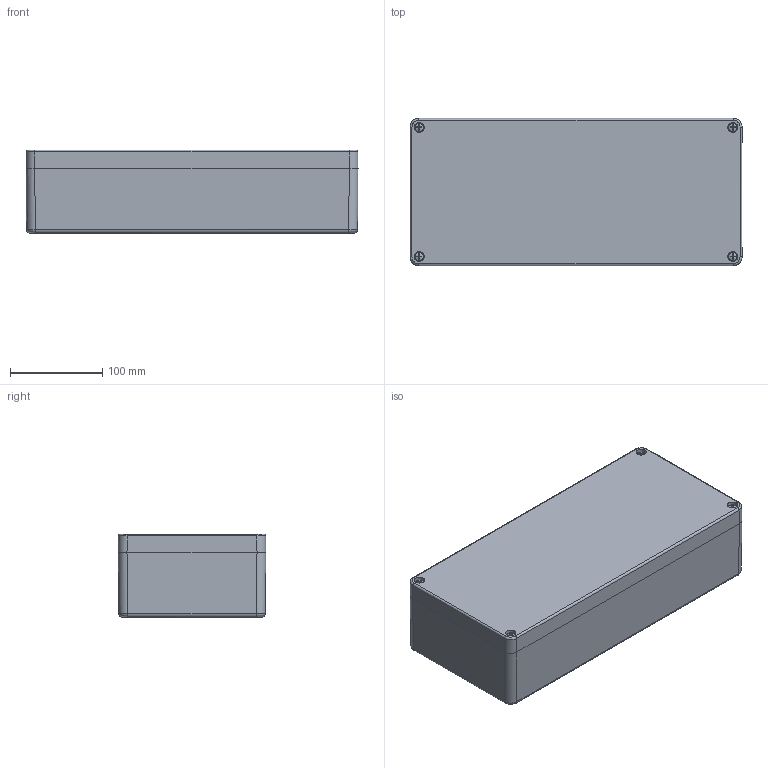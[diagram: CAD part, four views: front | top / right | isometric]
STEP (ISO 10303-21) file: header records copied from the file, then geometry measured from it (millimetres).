
FILE_DESCRIPTION (( 'STEP AP203' ), '1' );
FILE_NAME ('1590ZGRP163.step', '2020-11-14T20:13:07', ( 'ADC123' ), ( 'Microsoft' ), 'SwSTEP 2.0', 'SolidWorks 2019', '' );
FILE_SCHEMA (( 'CONFIG_CONTROL_DESIGN' ));
Length unit declared in the file: inch
Products named in the file (1): 1590ZGRP163
Bounding box: 360 x 160 x 91 mm (x, y, z)
Volume: 1342310.1 mm3; surface area: 534569.6 mm2
Topology: 8 solids, 8 shells, 459 faces, 1168 edges, 766 vertices
Faces by surface type: plane 257, cone 80, cylinder 78, bspline 44
Full cylindrical faces by diameter (mm): 4.8 x8, 4.917 x10, 5.25 x4, 5.28 x4, 5.88 x4, 6.35 x6, 6.4 x4, 6.5 x4, 10.8 x4, 11.8 x4
Entity records: 15185 total; most frequent: CARTESIAN_POINT 4522, ORIENTED_EDGE 2156, DIRECTION 2086, EDGE_CURVE 1078, VERTEX_POINT 748, AXIS2_PLACEMENT_3D 744, EDGE_LOOP 602, VECTOR 598
